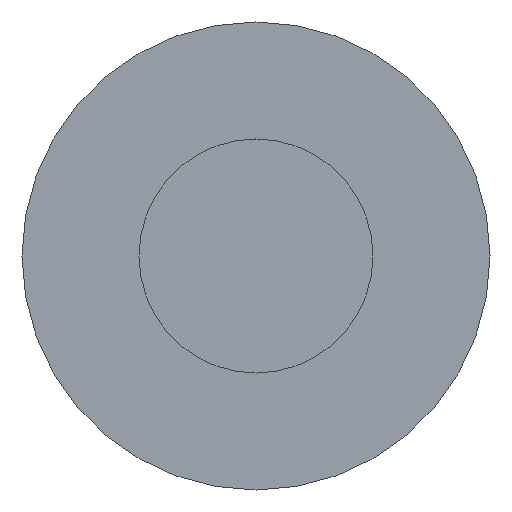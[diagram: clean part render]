
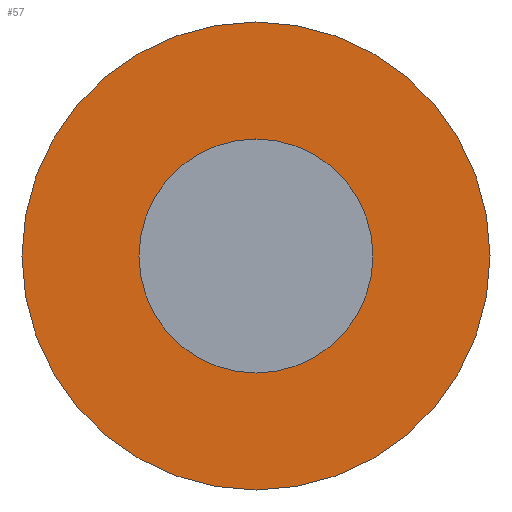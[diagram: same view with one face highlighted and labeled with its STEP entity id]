
A CAD part, front view. The second image highlights one B-rep face of the part: STEP entity #57.
In plain terms, the highlighted planar face has unit normal (0, -1, 0).
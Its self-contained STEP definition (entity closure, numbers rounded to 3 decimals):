
#57=ADVANCED_FACE('',(#102,#104),#106,.F.);
#102=FACE_BOUND('',#103,.T.);
#103=EDGE_LOOP('',(#136));
#104=FACE_BOUND('',#105,.T.);
#105=EDGE_LOOP('',(#137));
#106=PLANE('',#107);
#107=AXIS2_PLACEMENT_3D('',#108,#109,#110);
#108=CARTESIAN_POINT('',(0.,10.,0.));
#109=DIRECTION('',(0.,1.,0.));
#110=DIRECTION('',(-1.,0.,0.));
#136=ORIENTED_EDGE('',*,*,#144,.F.);
#137=ORIENTED_EDGE('',*,*,#142,.T.);
#142=EDGE_CURVE('',#146,#146,#147,.T.);
#144=EDGE_CURVE('',#150,#150,#151,.T.);
#146=VERTEX_POINT('',#154);
#147=CIRCLE('',#155,2.5);
#150=VERTEX_POINT('',#164);
#151=CIRCLE('',#165,5.);
#154=CARTESIAN_POINT('',(-2.5,10.,0.));
#155=AXIS2_PLACEMENT_3D('',#156,#157,#158);
#156=CARTESIAN_POINT('',(0.,10.,0.));
#157=DIRECTION('',(0.,1.,0.));
#158=DIRECTION('',(-1.,0.,0.));
#164=CARTESIAN_POINT('',(-5.,10.,0.));
#165=AXIS2_PLACEMENT_3D('',#166,#167,#168);
#166=CARTESIAN_POINT('',(0.,10.,0.));
#167=DIRECTION('',(0.,1.,0.));
#168=DIRECTION('',(-1.,0.,0.));
